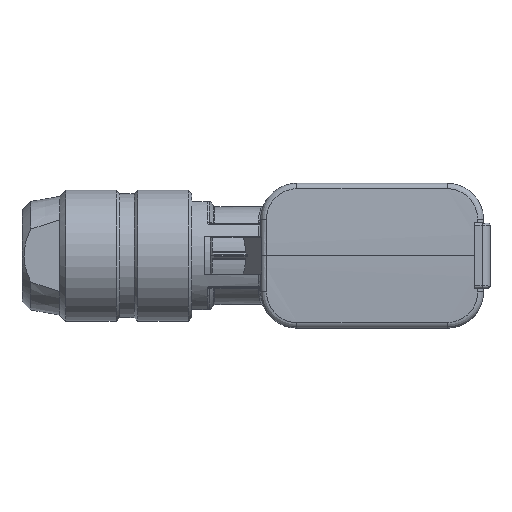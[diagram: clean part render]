
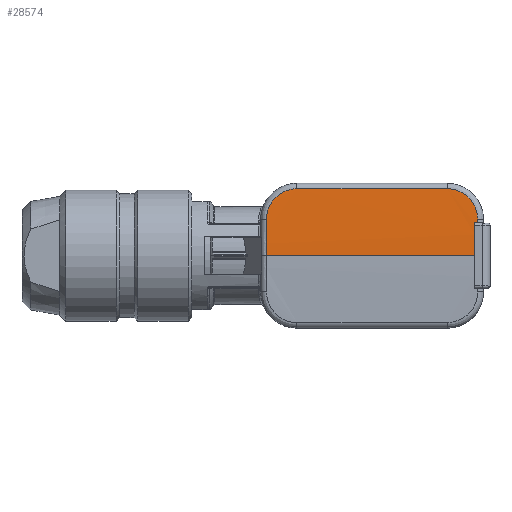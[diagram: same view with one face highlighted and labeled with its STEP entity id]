
A CAD part, top view. The second image highlights one B-rep face of the part: STEP entity #28574.
In plain terms, the highlighted cylindrical face has radius 150 mm (diameter 300 mm), a partial arc.
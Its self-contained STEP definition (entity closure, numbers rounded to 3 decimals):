
#693=CARTESIAN_POINT('',(-20.,0.,-126.2));
#694=DIRECTION('',(-1.,0.,0.));
#695=DIRECTION('',(0.,0.,1.));
#696=AXIS2_PLACEMENT_3D('',#693,#694,#695);
#2694=DIRECTION('',(-1.,0.,0.));
#2695=VECTOR('',#2694,28.8);
#2696=CARTESIAN_POINT('',(8.8,0.,23.8));
#2697=LINE('',#2696,#2695);
#2716=DIRECTION('',(1.,0.,0.));
#2717=VECTOR('',#2716,0.4);
#2718=CARTESIAN_POINT('',(8.8,4.6,23.729));
#2719=LINE('',#2718,#2717);
#2723=CARTESIAN_POINT('',(8.8,0.,-126.2));
#2724=DIRECTION('',(-1.,0.,0.));
#2725=DIRECTION('',(0.,0.029,1.));
#2726=AXIS2_PLACEMENT_3D('',#2723,#2724,#2725);
#2739=CARTESIAN_POINT('',(-20.,5.027,23.716));
#2740=CARTESIAN_POINT('',(-20.,5.304,23.706));
#2741=CARTESIAN_POINT('',(-19.946,5.849,23.687));
#2742=CARTESIAN_POINT('',(-19.707,6.652,23.653));
#2743=CARTESIAN_POINT('',(-19.314,7.39,23.618));
#2744=CARTESIAN_POINT('',(-18.783,8.038,23.585));
#2745=CARTESIAN_POINT('',(-18.137,8.568,23.555));
#2746=CARTESIAN_POINT('',(-17.402,8.959,23.532));
#2747=CARTESIAN_POINT('',(-16.608,9.197,23.518));
#2748=CARTESIAN_POINT('',(-16.072,9.249,23.515));
#2749=CARTESIAN_POINT('',(-15.8,9.249,23.515));
#2762=DIRECTION('',(1.,0.,0.));
#2763=VECTOR('',#2762,20.8);
#2764=CARTESIAN_POINT('',(-15.8,9.249,23.515));
#2765=LINE('',#2764,#2763);
#2784=CARTESIAN_POINT('',(5.,9.249,23.515));
#2785=CARTESIAN_POINT('',(5.273,9.249,23.515));
#2786=CARTESIAN_POINT('',(5.81,9.197,23.518));
#2787=CARTESIAN_POINT('',(6.606,8.959,23.532));
#2788=CARTESIAN_POINT('',(7.339,8.567,23.555));
#2789=CARTESIAN_POINT('',(7.985,8.036,23.585));
#2790=CARTESIAN_POINT('',(8.515,7.388,23.618));
#2791=CARTESIAN_POINT('',(8.907,6.649,23.653));
#2792=CARTESIAN_POINT('',(9.147,5.847,23.687));
#2793=CARTESIAN_POINT('',(9.2,5.303,23.706));
#2794=CARTESIAN_POINT('',(9.2,5.027,23.716));
#2807=CARTESIAN_POINT('',(9.2,0.,-126.2));
#2808=DIRECTION('',(1.,0.,0.));
#2809=DIRECTION('',(0.,0.034,0.999));
#2810=AXIS2_PLACEMENT_3D('',#2807,#2808,#2809);
#2851=CARTESIAN_POINT('',(9.2,4.6,23.729));
#3139=CARTESIAN_POINT('',(8.8,0.,-126.2));
#3140=DIRECTION('',(1.,0.,0.));
#3141=DIRECTION('',(0.,0.029,1.));
#3142=AXIS2_PLACEMENT_3D('',#3139,#3140,#3141);
#22944=CARTESIAN_POINT('',(-20.,0.,23.8));
#22946=VERTEX_POINT('',#22944);
#22955=CARTESIAN_POINT('',(8.8,0.,23.8));
#22956=VERTEX_POINT('',#22955);
#23906=CARTESIAN_POINT('',(8.8,4.385,23.736));
#23908=VERTEX_POINT('',#23906);
#25988=CARTESIAN_POINT('',(8.8,4.6,23.729));
#25989=VERTEX_POINT('',#25988);
#26000=VERTEX_POINT('',#2851);
#26044=CARTESIAN_POINT('',(9.2,5.027,23.716));
#26045=VERTEX_POINT('',#26044);
#26046=VERTEX_POINT('',#2784);
#26047=CARTESIAN_POINT('',(-15.8,9.249,23.515));
#26048=VERTEX_POINT('',#26047);
#26049=VERTEX_POINT('',#2739);
#28551=CARTESIAN_POINT('',(-20.8,0.,-126.2));
#28552=DIRECTION('',(-1.,0.,0.));
#28553=DIRECTION('',(0.,0.,1.));
#28554=AXIS2_PLACEMENT_3D('',#28551,#28552,#28553);
#28555=CYLINDRICAL_SURFACE('',#28554,150.);
#28556=ORIENTED_EDGE('',*,*,#28534,.T.);
#28557=ORIENTED_EDGE('',*,*,#26572,.T.);
#28559=ORIENTED_EDGE('',*,*,#28558,.T.);
#28561=ORIENTED_EDGE('',*,*,#28560,.T.);
#28563=ORIENTED_EDGE('',*,*,#28562,.T.);
#28565=ORIENTED_EDGE('',*,*,#28564,.T.);
#28567=ORIENTED_EDGE('',*,*,#28566,.F.);
#28569=ORIENTED_EDGE('',*,*,#28568,.F.);
#28571=ORIENTED_EDGE('',*,*,#28570,.T.);
#28572=EDGE_LOOP('',(#28556,#28557,#28559,#28561,#28563,#28565,#28567,#28569,
#28571));
#28573=FACE_OUTER_BOUND('',#28572,.F.);
#28574=ADVANCED_FACE('',(#28573),#28555,.T.);
#697=CIRCLE('',#696,150.);
#2727=CIRCLE('',#2726,150.);
#2750=B_SPLINE_CURVE_WITH_KNOTS('',3,(#2739,#2740,#2741,#2742,#2743,#2744,#2745,
#2746,#2747,#2748,#2749),.UNSPECIFIED.,.F.,.F.,(4,1,1,1,1,1,1,1,4),(0.,
0.125,0.25,0.375,0.5,0.625,0.75,0.875,1.),.UNSPECIFIED.);
#2795=B_SPLINE_CURVE_WITH_KNOTS('',3,(#2784,#2785,#2786,#2787,#2788,#2789,#2790,
#2791,#2792,#2793,#2794),.UNSPECIFIED.,.F.,.F.,(4,1,1,1,1,1,1,1,4),(0.,
0.125,0.25,0.375,0.5,0.625,0.75,0.875,1.),.UNSPECIFIED.);
#2811=CIRCLE('',#2810,150.);
#3143=CIRCLE('',#3142,150.);
#26572=EDGE_CURVE('',#22946,#26049,#697,.T.);
#28534=EDGE_CURVE('',#22956,#22946,#2697,.T.);
#28558=EDGE_CURVE('',#26049,#26048,#2750,.T.);
#28560=EDGE_CURVE('',#26048,#26046,#2765,.T.);
#28562=EDGE_CURVE('',#26046,#26045,#2795,.T.);
#28564=EDGE_CURVE('',#26045,#26000,#2811,.T.);
#28566=EDGE_CURVE('',#25989,#26000,#2719,.T.);
#28568=EDGE_CURVE('',#23908,#25989,#2727,.T.);
#28570=EDGE_CURVE('',#23908,#22956,#3143,.T.);
